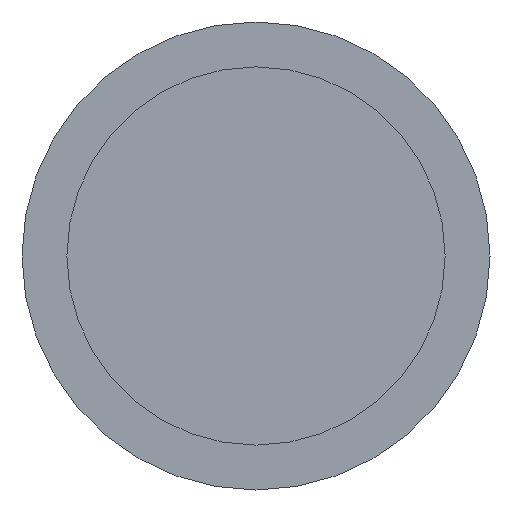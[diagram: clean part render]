
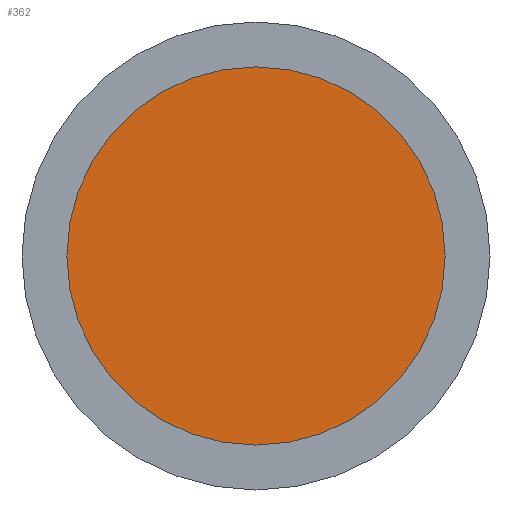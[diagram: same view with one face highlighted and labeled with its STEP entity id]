
A CAD part, left-side view. The second image highlights one B-rep face of the part: STEP entity #362.
In plain terms, the highlighted planar face has unit normal (-1, 0, 0).
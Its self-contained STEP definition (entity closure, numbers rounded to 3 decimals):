
#7 = FACE_OUTER_BOUND ( 'NONE', #53, .T. ) ;
#8 = DIRECTION ( 'NONE',  ( -1., 0., 0. ) ) ;
#40 = CARTESIAN_POINT ( 'NONE',  ( 0., 0., 0. ) ) ;
#43 = PLANE ( 'NONE',  #317 ) ;
#53 = EDGE_LOOP ( 'NONE', ( #153, #377 ) ) ;
#55 = CIRCLE ( 'NONE', #176, 4.85 ) ;
#83 = CARTESIAN_POINT ( 'NONE',  ( 0., 0., -4.85 ) ) ;
#125 = DIRECTION ( 'NONE',  ( 0., 0., 1. ) ) ;
#130 = CARTESIAN_POINT ( 'NONE',  ( 0., 0., 0. ) ) ;
#134 = DIRECTION ( 'NONE',  ( 1., 0., 0. ) ) ;
#153 = ORIENTED_EDGE ( 'NONE', *, *, #395, .T. ) ;
#176 = AXIS2_PLACEMENT_3D ( 'NONE', #277, #8, #125 ) ;
#194 = VERTEX_POINT ( 'NONE', #83 ) ;
#215 = DIRECTION ( 'NONE',  ( 0., 0., 1. ) ) ;
#236 = CIRCLE ( 'NONE', #286, 4.85 ) ;
#249 = DIRECTION ( 'NONE',  ( 0., 0., -1. ) ) ;
#277 = CARTESIAN_POINT ( 'NONE',  ( 0., 0., 0. ) ) ;
#286 = AXIS2_PLACEMENT_3D ( 'NONE', #130, #376, #215 ) ;
#299 = VERTEX_POINT ( 'NONE', #374 ) ;
#317 = AXIS2_PLACEMENT_3D ( 'NONE', #40, #134, #249 ) ;
#362 = ADVANCED_FACE ( 'NONE', ( #7 ), #43, .F. ) ;
#374 = CARTESIAN_POINT ( 'NONE',  ( 0., 0., 4.85 ) ) ;
#376 = DIRECTION ( 'NONE',  ( -1., 0., 0. ) ) ;
#377 = ORIENTED_EDGE ( 'NONE', *, *, #379, .T. ) ;
#379 = EDGE_CURVE ( 'NONE', #194, #299, #55, .T. ) ;
#395 = EDGE_CURVE ( 'NONE', #299, #194, #236, .T. ) ;
